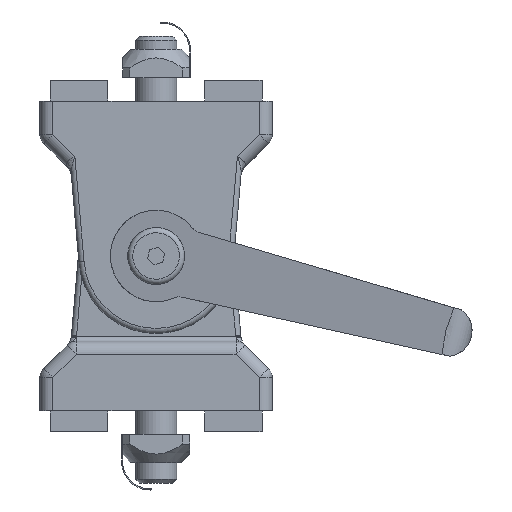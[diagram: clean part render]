
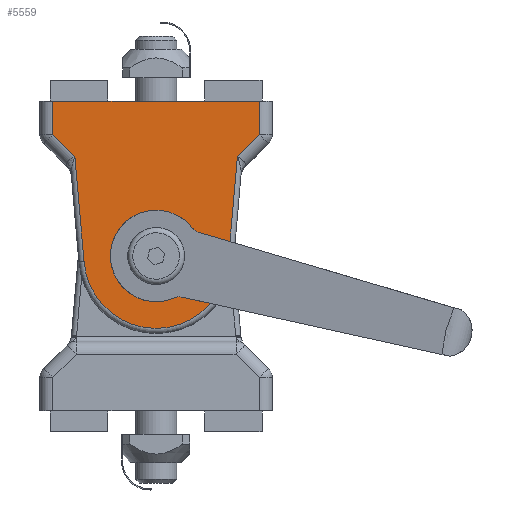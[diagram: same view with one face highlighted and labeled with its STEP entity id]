
A CAD part, front view. The second image highlights one B-rep face of the part: STEP entity #5559.
In plain terms, the highlighted planar face has unit normal (0, -1, 0).
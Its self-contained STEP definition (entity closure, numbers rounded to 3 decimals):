
#154=FACE_BOUND('',#1771,.T.);
#267=PLANE('',#6314);
#651=LINE('',#10822,#1012);
#653=LINE('',#10896,#1014);
#656=LINE('',#10902,#1017);
#657=LINE('',#10921,#1018);
#661=LINE('',#10937,#1022);
#662=LINE('',#10939,#1023);
#664=LINE('',#10945,#1025);
#1012=VECTOR('',#7421,1.);
#1014=VECTOR('',#7431,1.);
#1017=VECTOR('',#7438,1.);
#1018=VECTOR('',#7447,1.);
#1022=VECTOR('',#7465,1.);
#1023=VECTOR('',#7468,1.);
#1025=VECTOR('',#7478,1.);
#1412=FACE_OUTER_BOUND('',#1770,.T.);
#1770=EDGE_LOOP('',(#4587,#4588,#4589,#4590,#4591,#4592,#4593,#4594));
#1771=EDGE_LOOP('',(#4595));
#2053=CIRCLE('',#6183,5.);
#2106=CIRCLE('',#6297,14.);
#2509=VERTEX_POINT('',#9783);
#2602=VERTEX_POINT('',#10791);
#2603=VERTEX_POINT('',#10809);
#2605=VERTEX_POINT('',#10874);
#2607=VERTEX_POINT('',#10894);
#2608=VERTEX_POINT('',#10901);
#2610=VERTEX_POINT('',#10919);
#2612=VERTEX_POINT('',#10930);
#2615=VERTEX_POINT('',#10935);
#3133=EDGE_CURVE('',#2509,#2509,#2053,.T.);
#3286=EDGE_CURVE('',#2603,#2602,#651,.T.);
#3293=EDGE_CURVE('',#2607,#2605,#653,.T.);
#3296=EDGE_CURVE('',#2605,#2608,#656,.T.);
#3298=EDGE_CURVE('',#2608,#2603,#2106,.T.);
#3300=EDGE_CURVE('',#2610,#2607,#657,.T.);
#3308=EDGE_CURVE('',#2615,#2612,#661,.T.);
#3309=EDGE_CURVE('',#2615,#2602,#662,.T.);
#3313=EDGE_CURVE('',#2612,#2610,#664,.F.);
#4587=ORIENTED_EDGE('',*,*,#3293,.F.);
#4588=ORIENTED_EDGE('',*,*,#3300,.F.);
#4589=ORIENTED_EDGE('',*,*,#3313,.F.);
#4590=ORIENTED_EDGE('',*,*,#3308,.F.);
#4591=ORIENTED_EDGE('',*,*,#3309,.T.);
#4592=ORIENTED_EDGE('',*,*,#3286,.F.);
#4593=ORIENTED_EDGE('',*,*,#3298,.F.);
#4594=ORIENTED_EDGE('',*,*,#3296,.F.);
#4595=ORIENTED_EDGE('',*,*,#3133,.T.);
#5559=ADVANCED_FACE('',(#1412,#154),#267,.F.);
#6183=AXIS2_PLACEMENT_3D('',#9785,#7157,#7158);
#6297=AXIS2_PLACEMENT_3D('',#10916,#7441,#7442);
#6314=AXIS2_PLACEMENT_3D('',#10956,#7487,#7488);
#7157=DIRECTION('center_axis',(0.,1.,0.));
#7158=DIRECTION('ref_axis',(1.,0.,0.));
#7421=DIRECTION('',(0.087,0.,-0.996));
#7431=DIRECTION('',(0.707,0.,0.707));
#7438=DIRECTION('',(0.087,0.,0.996));
#7441=DIRECTION('center_axis',(0.,1.,0.));
#7442=DIRECTION('ref_axis',(0.,0.,1.));
#7447=DIRECTION('',(0.,0.,1.));
#7465=DIRECTION('',(0.,0.,-1.));
#7468=DIRECTION('',(-0.707,0.,0.707));
#7478=DIRECTION('',(1.,0.,0.));
#7487=DIRECTION('center_axis',(0.,1.,0.));
#7488=DIRECTION('ref_axis',(1.,0.,0.));
#9783=CARTESIAN_POINT('',(-5.,-22.5,30.));
#9785=CARTESIAN_POINT('Origin',(0.,-22.5,30.));
#10791=CARTESIAN_POINT('',(15.74,-22.5,10.725));
#10809=CARTESIAN_POINT('',(13.965,-22.5,31.009));
#10822=CARTESIAN_POINT('',(14.49,-22.5,25.005));
#10874=CARTESIAN_POINT('',(-15.74,-22.5,10.725));
#10894=CARTESIAN_POINT('',(-20.,-22.5,6.464));
#10896=CARTESIAN_POINT('',(-12.192,-22.5,14.272));
#10901=CARTESIAN_POINT('',(-13.965,-22.5,31.009));
#10902=CARTESIAN_POINT('',(-15.248,-22.5,16.351));
#10916=CARTESIAN_POINT('Origin',(0.,-22.5,30.022));
#10919=CARTESIAN_POINT('',(-20.,-22.5,0.));
#10921=CARTESIAN_POINT('',(-20.,-22.5,8.848));
#10930=CARTESIAN_POINT('',(20.,-22.5,0.));
#10935=CARTESIAN_POINT('',(20.,-22.5,6.464));
#10937=CARTESIAN_POINT('',(20.,-22.5,12.08));
#10939=CARTESIAN_POINT('',(9.925,-22.5,16.54));
#10945=CARTESIAN_POINT('',(11.25,-22.5,0.));
#10956=CARTESIAN_POINT('Origin',(0.,-22.5,17.696));
